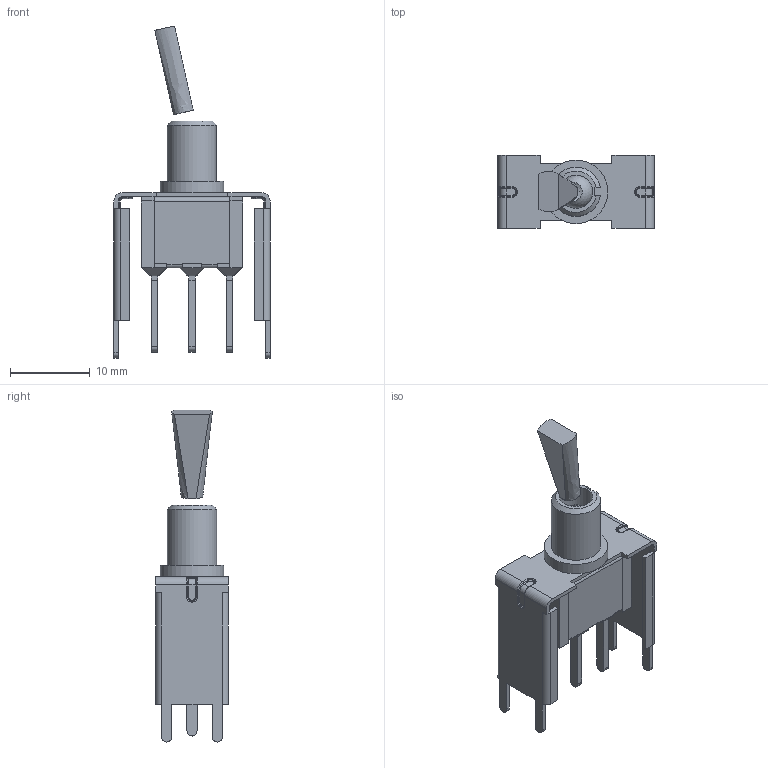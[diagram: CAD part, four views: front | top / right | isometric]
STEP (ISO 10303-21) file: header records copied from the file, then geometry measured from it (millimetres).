
FILE_DESCRIPTION(/* description */ (''),/* implementation_level */ '2;1');
FILE_NAME(/* name */ '100SPxT6B12VS5xE.stp',/* time_stamp */ '2025-11-17T08:24:25-06:00',/* author */ ('mwilliams'),/* organization */ (''),/* preprocessor_version */ 'ST-DEVELOPER v18.1',/* originating_system */ 'Autodesk Inventor 2022',/* authorisation */ '');
FILE_SCHEMA (('AUTOMOTIVE_DESIGN { 1 0 10303 214 3 1 1 }'));
Length unit declared in the file: inch
Products named in the file (1): 100SPxT6B12VS5xE
Bounding box: 19.56 x 9.14 x 41.61 mm (x, y, z)
Volume: 1423.8 mm3; surface area: 2995.6 mm2
Topology: 8 solids, 8 shells, 374 faces, 933 edges, 570 vertices
Faces by surface type: plane 213, cylinder 112, torus 32, sphere 13, bspline 2, cone 2
Full cylindrical faces by diameter (mm): 4.2 x1, 7.98 x1
Entity records: 11011 total; most frequent: CARTESIAN_POINT 1975, DIRECTION 1921, ORIENTED_EDGE 1840, EDGE_CURVE 920, LINE 653, VECTOR 653, AXIS2_PLACEMENT_3D 634, VERTEX_POINT 570
